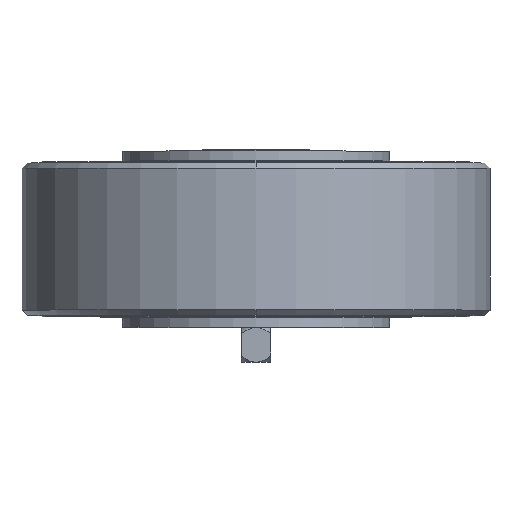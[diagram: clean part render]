
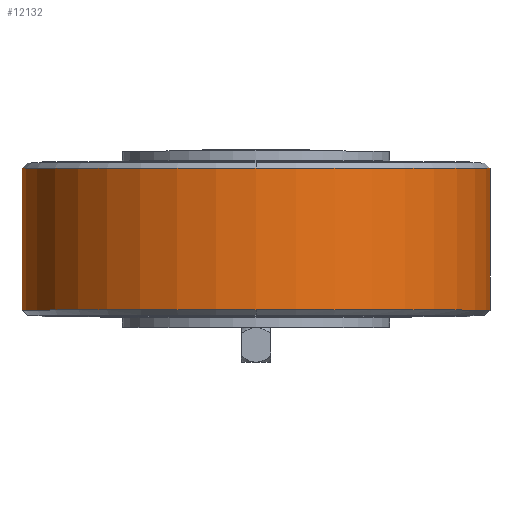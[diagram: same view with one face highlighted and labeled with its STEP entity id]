
A CAD part, top view. The second image highlights one B-rep face of the part: STEP entity #12132.
In plain terms, the highlighted cylindrical face has radius 87.5 mm (diameter 175 mm), a partial arc.
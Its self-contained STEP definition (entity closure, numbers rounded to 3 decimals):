
#295 = ORIENTED_EDGE ( 'NONE', *, *, #7322, .T. ) ;
#326 = DIRECTION ( 'NONE',  ( 0., -1., 0. ) ) ;
#355 = DIRECTION ( 'NONE',  ( 0., 1., 0. ) ) ;
#587 = EDGE_CURVE ( 'NONE', #12818, #25815, #2848, .T. ) ;
#604 = CYLINDRICAL_SURFACE ( 'NONE', #22349, 87.5 ) ;
#815 = CARTESIAN_POINT ( 'NONE',  ( 0., 2., 87.5 ) ) ;
#1539 = AXIS2_PLACEMENT_3D ( 'NONE', #7744, #15754, #15940 ) ;
#1735 = LINE ( 'NONE', #25759, #22845 ) ;
#1940 = AXIS2_PLACEMENT_3D ( 'NONE', #24757, #355, #20897 ) ;
#2848 = LINE ( 'NONE', #22570, #12422 ) ;
#3273 = DIRECTION ( 'NONE',  ( 0., -1., 0. ) ) ;
#3894 = ORIENTED_EDGE ( 'NONE', *, *, #22451, .F. ) ;
#4408 = DIRECTION ( 'NONE',  ( 0., -1., 0. ) ) ;
#4696 = EDGE_CURVE ( 'NONE', #19956, #12818, #11275, .T. ) ;
#5032 = VERTEX_POINT ( 'NONE', #19466 ) ;
#5545 = DIRECTION ( 'NONE',  ( 0., 0., -1. ) ) ;
#5743 = CIRCLE ( 'NONE', #20197, 87.5 ) ;
#6038 = EDGE_LOOP ( 'NONE', ( #3894, #22882, #8309, #22954, #24262, #295 ) ) ;
#7208 = EDGE_CURVE ( 'NONE', #5032, #19956, #5743, .T. ) ;
#7322 = EDGE_CURVE ( 'NONE', #22950, #26392, #21056, .T. ) ;
#7448 = DIRECTION ( 'NONE',  ( 0., -1., 0. ) ) ;
#7587 = CARTESIAN_POINT ( 'NONE',  ( -18.601, 55., -85.5 ) ) ;
#7744 = CARTESIAN_POINT ( 'NONE',  ( 0., 2., 0. ) ) ;
#8309 = ORIENTED_EDGE ( 'NONE', *, *, #4696, .T. ) ;
#8734 = DIRECTION ( 'NONE',  ( 0., -1., 0. ) ) ;
#8954 = FACE_OUTER_BOUND ( 'NONE', #6038, .T. ) ;
#9655 = CARTESIAN_POINT ( 'NONE',  ( 0., 55., 87.5 ) ) ;
#9760 = EDGE_CURVE ( 'NONE', #25815, #22950, #11850, .T. ) ;
#11275 = CIRCLE ( 'NONE', #13711, 87.5 ) ;
#11850 = CIRCLE ( 'NONE', #1940, 87.5 ) ;
#12132 = ADVANCED_FACE ( 'NONE', ( #8954 ), #604, .T. ) ;
#12422 = VECTOR ( 'NONE', #326, 1000. ) ;
#12595 = CARTESIAN_POINT ( 'NONE',  ( -18.601, 2., -85.5 ) ) ;
#12818 = VERTEX_POINT ( 'NONE', #7587 ) ;
#13711 = AXIS2_PLACEMENT_3D ( 'NONE', #16633, #4408, #16360 ) ;
#15546 = CARTESIAN_POINT ( 'NONE',  ( 0., 57., 0. ) ) ;
#15754 = DIRECTION ( 'NONE',  ( 0., 1., 0. ) ) ;
#15940 = DIRECTION ( 'NONE',  ( 0., 0., 1. ) ) ;
#16360 = DIRECTION ( 'NONE',  ( 0., 0., 1. ) ) ;
#16633 = CARTESIAN_POINT ( 'NONE',  ( 0., 55., 0. ) ) ;
#18637 = CARTESIAN_POINT ( 'NONE',  ( 0., 55., 0. ) ) ;
#19466 = CARTESIAN_POINT ( 'NONE',  ( 18.601, 55., -85.5 ) ) ;
#19956 = VERTEX_POINT ( 'NONE', #9655 ) ;
#20197 = AXIS2_PLACEMENT_3D ( 'NONE', #18637, #8734, #23252 ) ;
#20897 = DIRECTION ( 'NONE',  ( 0., 0., 1. ) ) ;
#21056 = CIRCLE ( 'NONE', #1539, 87.5 ) ;
#22349 = AXIS2_PLACEMENT_3D ( 'NONE', #15546, #7448, #5545 ) ;
#22451 = EDGE_CURVE ( 'NONE', #5032, #26392, #1735, .T. ) ;
#22570 = CARTESIAN_POINT ( 'NONE',  ( -18.601, 57., -85.5 ) ) ;
#22845 = VECTOR ( 'NONE', #3273, 1000. ) ;
#22882 = ORIENTED_EDGE ( 'NONE', *, *, #7208, .T. ) ;
#22950 = VERTEX_POINT ( 'NONE', #815 ) ;
#22954 = ORIENTED_EDGE ( 'NONE', *, *, #587, .T. ) ;
#23252 = DIRECTION ( 'NONE',  ( 0., 0., 1. ) ) ;
#24262 = ORIENTED_EDGE ( 'NONE', *, *, #9760, .T. ) ;
#24728 = CARTESIAN_POINT ( 'NONE',  ( 18.601, 2., -85.5 ) ) ;
#24757 = CARTESIAN_POINT ( 'NONE',  ( 0., 2., 0. ) ) ;
#25759 = CARTESIAN_POINT ( 'NONE',  ( 18.601, 57., -85.5 ) ) ;
#25815 = VERTEX_POINT ( 'NONE', #12595 ) ;
#26392 = VERTEX_POINT ( 'NONE', #24728 ) ;
